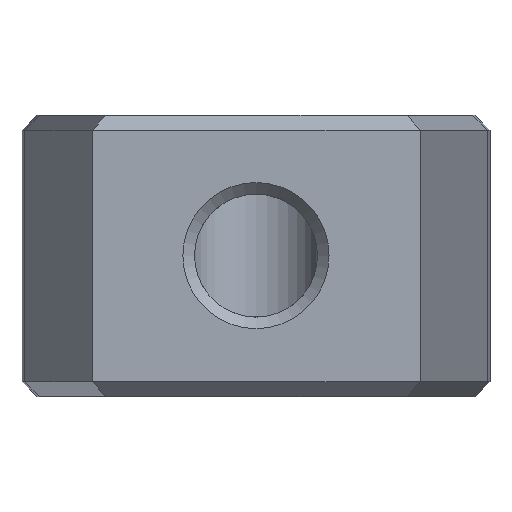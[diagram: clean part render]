
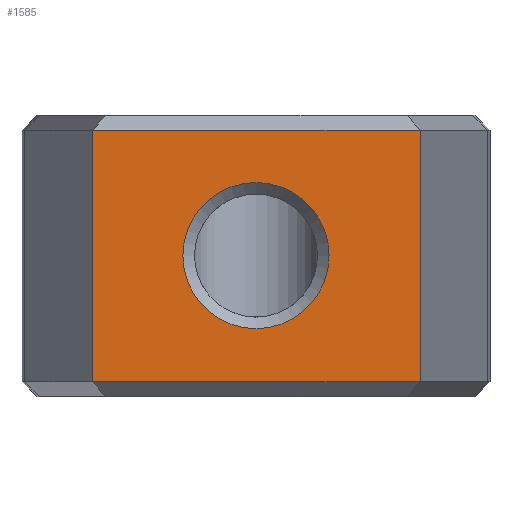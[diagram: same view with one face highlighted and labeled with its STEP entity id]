
A CAD part, front view. The second image highlights one B-rep face of the part: STEP entity #1585.
In plain terms, the highlighted planar face has unit normal (0, -1, 0).
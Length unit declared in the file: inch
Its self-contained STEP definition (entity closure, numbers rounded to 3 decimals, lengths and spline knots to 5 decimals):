
#55=CARTESIAN_POINT('',(-0.29937,-0.02,0.188));
#56=VERTEX_POINT('',#55);
#57=CARTESIAN_POINT('',(-0.20187,-0.02,0.188));
#58=DIRECTION('',(0.0,1.0,0.0));
#59=DIRECTION('',(-1.0,0.0,0.0));
#60=AXIS2_PLACEMENT_3D('',#57,#58,#59);
#61=CIRCLE('',#60,0.0975);
#62=EDGE_CURVE('',#56,#56,#61,.T.);
#513=CARTESIAN_POINT('',(-0.41987,-0.02,0.02));
#514=VERTEX_POINT('',#513);
#577=CARTESIAN_POINT('',(0.01713,-0.02,0.02));
#578=VERTEX_POINT('',#577);
#579=CARTESIAN_POINT('',(0.01713,-0.02,0.02));
#580=DIRECTION('',(-1.0,0.0,0.0));
#581=VECTOR('',#580,0.437);
#582=LINE('',#579,#581);
#583=EDGE_CURVE('',#578,#514,#582,.T.);
#661=CARTESIAN_POINT('',(0.01713,-0.02,0.355));
#662=VERTEX_POINT('',#661);
#669=CARTESIAN_POINT('',(0.01713,-0.02,0.355));
#670=DIRECTION('',(0.0,0.0,-1.0));
#671=VECTOR('',#670,0.335);
#672=LINE('',#669,#671);
#673=EDGE_CURVE('',#662,#578,#672,.T.);
#942=CARTESIAN_POINT('',(-0.41987,-0.02,0.355));
#943=VERTEX_POINT('',#942);
#950=CARTESIAN_POINT('',(-0.41987,-0.02,0.355));
#951=DIRECTION('',(1.0,0.0,0.0));
#952=VECTOR('',#951,0.437);
#953=LINE('',#950,#952);
#954=EDGE_CURVE('',#943,#662,#953,.T.);
#1010=CARTESIAN_POINT('',(-0.41987,-0.02,0.355));
#1011=DIRECTION('',(0.0,0.0,-1.0));
#1012=VECTOR('',#1011,0.335);
#1013=LINE('',#1010,#1012);
#1014=EDGE_CURVE('',#943,#514,#1013,.T.);
#1571=CARTESIAN_POINT('',(-0.20187,-0.02,0.188));
#1572=DIRECTION('',(0.0,-1.0,0.0));
#1573=DIRECTION('',(0.0,0.0,-1.0));
#1574=AXIS2_PLACEMENT_3D('',#1571,#1572,#1573);
#1575=PLANE('',#1574);
#1576=ORIENTED_EDGE('',*,*,#583,.F.);
#1577=ORIENTED_EDGE('',*,*,#673,.F.);
#1578=ORIENTED_EDGE('',*,*,#954,.F.);
#1579=ORIENTED_EDGE('',*,*,#1014,.T.);
#1580=EDGE_LOOP('',(#1576,#1577,#1578,#1579));
#1581=FACE_OUTER_BOUND('',#1580,.T.);
#1582=ORIENTED_EDGE('',*,*,#62,.T.);
#1583=EDGE_LOOP('',(#1582));
#1584=FACE_BOUND('',#1583,.T.);
#1585=ADVANCED_FACE('',(#1581,#1584),#1575,.T.);
